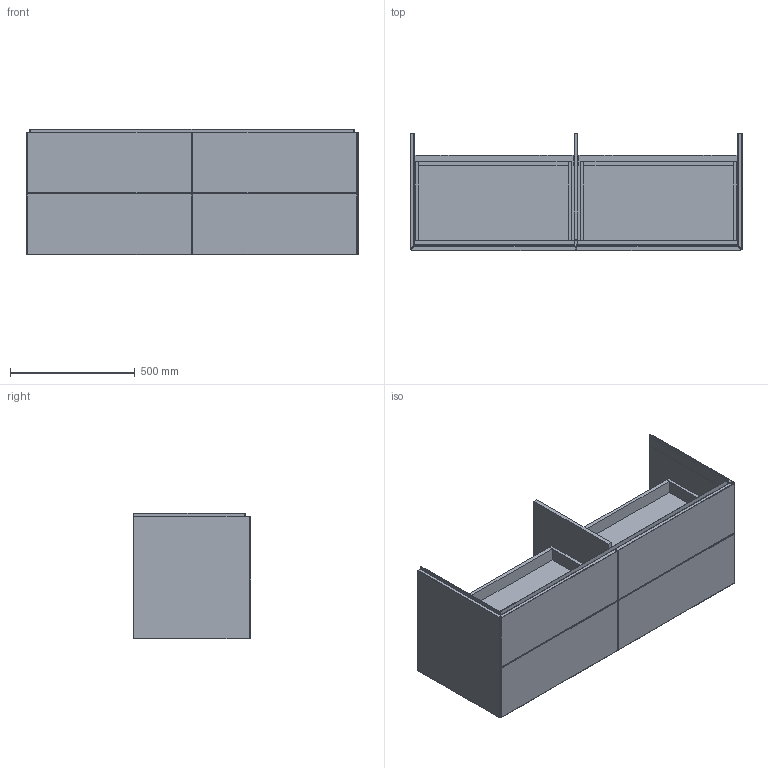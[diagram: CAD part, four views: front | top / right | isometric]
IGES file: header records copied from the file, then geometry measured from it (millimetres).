
Global section: file name: 505266; native system: Autodesk Inventor 2018; preprocessor: unknown; author: JANAN; date: 20200923.074030; units: millimetre
Bounding box: 1332 x 470 x 504 mm (x, y, z)
Volume: 49692532 mm3; surface area: 7409519 mm2
Topology: 29 solids, 29 shells, 475 faces, 923 edges, 526 vertices
Faces by surface type: bspline 475
